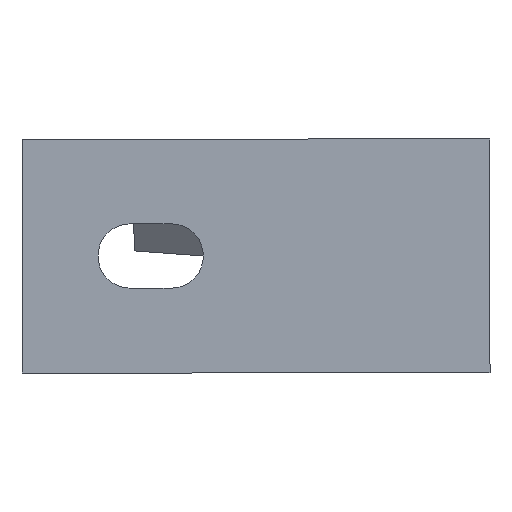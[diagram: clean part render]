
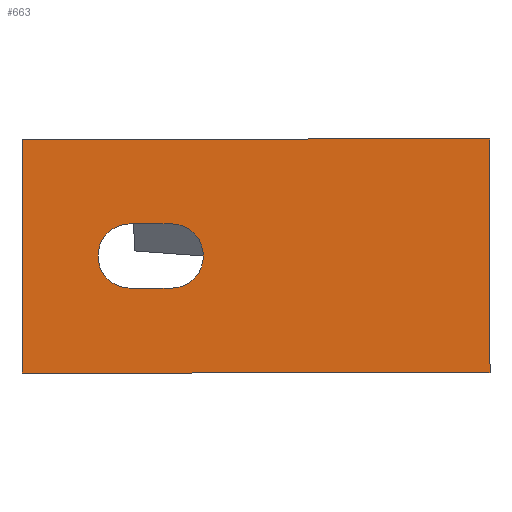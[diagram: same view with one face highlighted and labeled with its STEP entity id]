
A CAD part, left-side view. The second image highlights one B-rep face of the part: STEP entity #663.
In plain terms, the highlighted face is planar.
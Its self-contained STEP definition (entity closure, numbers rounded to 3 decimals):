
#14 = VERTEX_POINT ( 'NONE', #1651 ) ;
#23 = DIRECTION ( 'NONE',  ( 0., -1., 0. ) ) ;
#44 = EDGE_CURVE ( 'NONE', #1016, #695, #564, .T. ) ;
#52 = VECTOR ( 'NONE', #198, 1000. ) ;
#81 = EDGE_CURVE ( 'NONE', #1819, #2276, #214, .T. ) ;
#125 = CARTESIAN_POINT ( 'NONE',  ( -20., 80., -6. ) ) ;
#128 = CARTESIAN_POINT ( 'NONE',  ( -5.5, 54.5, -6. ) ) ;
#137 = ORIENTED_EDGE ( 'NONE', *, *, #783, .F. ) ;
#146 = CARTESIAN_POINT ( 'NONE',  ( 0., 54.5, -6. ) ) ;
#157 = DIRECTION ( 'NONE',  ( 0., -1., 0. ) ) ;
#198 = DIRECTION ( 'NONE',  ( 0., 1., 0. ) ) ;
#214 = CIRCLE ( 'NONE', #1548, 5.5 ) ;
#226 = EDGE_CURVE ( 'NONE', #2276, #14, #1081, .T. ) ;
#261 = VERTEX_POINT ( 'NONE', #508 ) ;
#348 = DIRECTION ( 'NONE',  ( -1., 0., 0. ) ) ;
#362 = DIRECTION ( 'NONE',  ( 1., 0., 0. ) ) ;
#397 = EDGE_CURVE ( 'NONE', #261, #640, #583, .T. ) ;
#430 = CARTESIAN_POINT ( 'NONE',  ( -20., 0., -6. ) ) ;
#495 = ORIENTED_EDGE ( 'NONE', *, *, #44, .F. ) ;
#508 = CARTESIAN_POINT ( 'NONE',  ( -20., 80., -6. ) ) ;
#563 = LINE ( 'NONE', #1098, #1201 ) ;
#564 = LINE ( 'NONE', #1295, #52 ) ;
#583 = LINE ( 'NONE', #1115, #2028 ) ;
#631 = VECTOR ( 'NONE', #348, 1000. ) ;
#640 = VERTEX_POINT ( 'NONE', #430 ) ;
#663 = ADVANCED_FACE ( 'NONE', ( #1894, #1453 ), #851, .T. ) ;
#695 = VERTEX_POINT ( 'NONE', #1401 ) ;
#783 = EDGE_CURVE ( 'NONE', #695, #261, #2000, .T. ) ;
#810 = EDGE_CURVE ( 'NONE', #640, #1016, #1628, .T. ) ;
#851 = PLANE ( 'NONE',  #1433 ) ;
#869 = CIRCLE ( 'NONE', #907, 5.5 ) ;
#907 = AXIS2_PLACEMENT_3D ( 'NONE', #146, #1291, #1835 ) ;
#920 = CARTESIAN_POINT ( 'NONE',  ( 5.5, 54.5, -6. ) ) ;
#1016 = VERTEX_POINT ( 'NONE', #1528 ) ;
#1081 = LINE ( 'NONE', #128, #1445 ) ;
#1098 = CARTESIAN_POINT ( 'NONE',  ( 5.5, 54.5, -6. ) ) ;
#1115 = CARTESIAN_POINT ( 'NONE',  ( -20., 0., -6. ) ) ;
#1191 = DIRECTION ( 'NONE',  ( 1., 0., 0. ) ) ;
#1201 = VECTOR ( 'NONE', #1837, 1000. ) ;
#1226 = ORIENTED_EDGE ( 'NONE', *, *, #2244, .T. ) ;
#1242 = CARTESIAN_POINT ( 'NONE',  ( -20., 0., -6. ) ) ;
#1256 = EDGE_LOOP ( 'NONE', ( #1226, #2071, #1514, #2401 ) ) ;
#1291 = DIRECTION ( 'NONE',  ( 0., 0., 1. ) ) ;
#1295 = CARTESIAN_POINT ( 'NONE',  ( 20., 0., -6. ) ) ;
#1297 = VERTEX_POINT ( 'NONE', #920 ) ;
#1401 = CARTESIAN_POINT ( 'NONE',  ( 20., 80., -6. ) ) ;
#1412 = DIRECTION ( 'NONE',  ( 0., 0., -1. ) ) ;
#1433 = AXIS2_PLACEMENT_3D ( 'NONE', #125, #1412, #1766 ) ;
#1445 = VECTOR ( 'NONE', #157, 1000. ) ;
#1453 = FACE_OUTER_BOUND ( 'NONE', #2054, .T. ) ;
#1465 = ORIENTED_EDGE ( 'NONE', *, *, #397, .F. ) ;
#1514 = ORIENTED_EDGE ( 'NONE', *, *, #81, .T. ) ;
#1528 = CARTESIAN_POINT ( 'NONE',  ( 20., 0., -6. ) ) ;
#1548 = AXIS2_PLACEMENT_3D ( 'NONE', #1716, #1558, #1191 ) ;
#1558 = DIRECTION ( 'NONE',  ( 0., 0., 1. ) ) ;
#1617 = CARTESIAN_POINT ( 'NONE',  ( -20., 80., -6. ) ) ;
#1628 = LINE ( 'NONE', #1242, #1896 ) ;
#1639 = CARTESIAN_POINT ( 'NONE',  ( 5.5, 61.5, -6. ) ) ;
#1651 = CARTESIAN_POINT ( 'NONE',  ( -5.5, 54.5, -6. ) ) ;
#1716 = CARTESIAN_POINT ( 'NONE',  ( 0., 61.5, -6. ) ) ;
#1766 = DIRECTION ( 'NONE',  ( -1., 0., 0. ) ) ;
#1819 = VERTEX_POINT ( 'NONE', #1639 ) ;
#1827 = EDGE_CURVE ( 'NONE', #1297, #1819, #563, .T. ) ;
#1835 = DIRECTION ( 'NONE',  ( 1., 0., 0. ) ) ;
#1837 = DIRECTION ( 'NONE',  ( 0., 1., 0. ) ) ;
#1894 = FACE_BOUND ( 'NONE', #1256, .T. ) ;
#1896 = VECTOR ( 'NONE', #362, 1000. ) ;
#1975 = CARTESIAN_POINT ( 'NONE',  ( -5.5, 61.5, -6. ) ) ;
#2000 = LINE ( 'NONE', #1617, #631 ) ;
#2028 = VECTOR ( 'NONE', #23, 1000. ) ;
#2054 = EDGE_LOOP ( 'NONE', ( #1465, #137, #495, #2115 ) ) ;
#2071 = ORIENTED_EDGE ( 'NONE', *, *, #1827, .T. ) ;
#2115 = ORIENTED_EDGE ( 'NONE', *, *, #810, .F. ) ;
#2244 = EDGE_CURVE ( 'NONE', #14, #1297, #869, .T. ) ;
#2276 = VERTEX_POINT ( 'NONE', #1975 ) ;
#2401 = ORIENTED_EDGE ( 'NONE', *, *, #226, .T. ) ;
